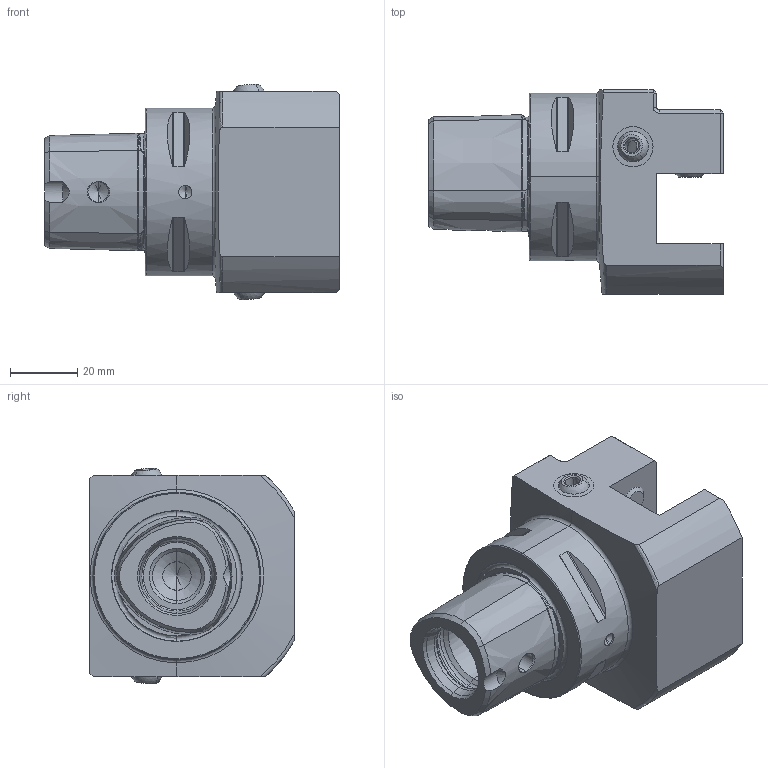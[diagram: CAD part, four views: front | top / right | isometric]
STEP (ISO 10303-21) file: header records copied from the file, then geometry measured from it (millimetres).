
FILE_DESCRIPTION (( 'STEP AP203' ), '1' );
FILE_NAME ('PS5-V20.N11.058.STEP', '2012-05-08T10:05:48', ( 'baer' ), ( 'Hewlett-Packard Company' ), 'SwSTEP 2.0', 'SolidWorks 2012', '' );
FILE_SCHEMA (( 'CONFIG_CONTROL_DESIGN' ));
Length unit declared in the file: millimetre
Products named in the file (6): PS5-V20.N11.058_A; PS5-V20.N11.058; ISO 4026 - M10 x 20_PreviewCfg; KU1-U12.001.010; KU1-U12.001.010_2; KU1-U12.001.010_1
Assembly tree (8 placements, depth 3):
  PS5-V20.N11.058
    PS5-V20.N11.058_A
    KU1-U12.001.010  x2
      KU1-U12.001.010_1
      KU1-U12.001.010_2
    ISO 4026 - M10 x 20_PreviewCfg  x3
Bounding box: 88 x 61 x 64.38 mm (x, y, z)
Volume: 154095.8 mm3; surface area: 32992.3 mm2
Topology: 8 solids, 8 shells, 257 faces, 616 edges, 371 vertices
Faces by surface type: plane 80, cone 75, cylinder 62, torus 32, sphere 8
Entity records: 7327 total; most frequent: CARTESIAN_POINT 1841, DIRECTION 1039, ORIENTED_EDGE 976, EDGE_CURVE 488, AXIS2_PLACEMENT_3D 419, VERTEX_POINT 295, EDGE_LOOP 235, ADVANCED_FACE 210
